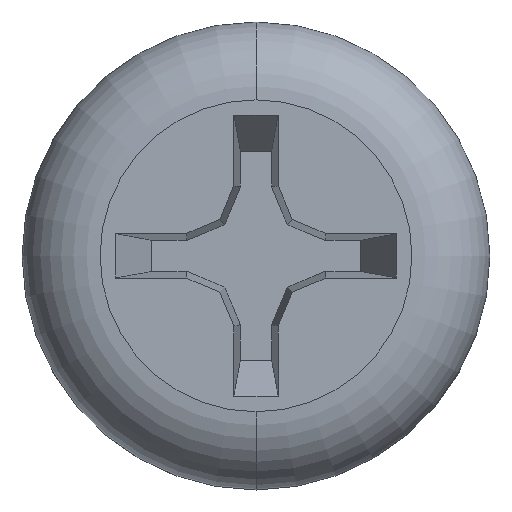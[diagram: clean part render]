
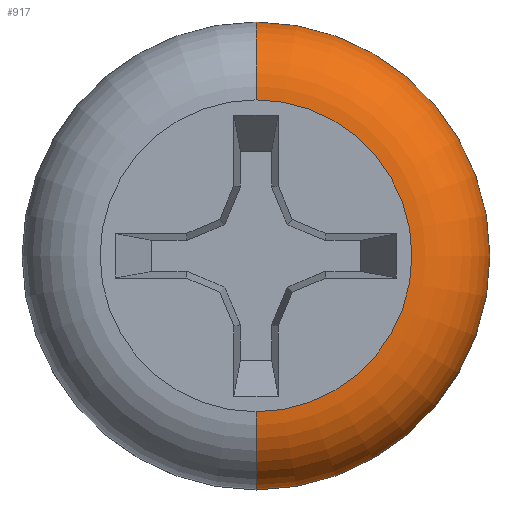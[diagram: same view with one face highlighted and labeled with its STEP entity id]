
A CAD part, top view. The second image highlights one B-rep face of the part: STEP entity #917.
In plain terms, the highlighted toroidal (fillet/blend) face has major radius 2 mm and minor radius 1 mm.
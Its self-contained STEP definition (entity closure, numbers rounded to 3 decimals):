
#241 = DIRECTION ( 'NONE',  ( 1., 0., 0. ) ) ;
#499 = AXIS2_PLACEMENT_3D ( 'NONE', #4926, #6772, #664 ) ;
#563 = EDGE_CURVE ( 'NONE', #4621, #2224, #5354, .T. ) ;
#664 = DIRECTION ( 'NONE',  ( 0., 0., 1. ) ) ;
#701 = CIRCLE ( 'NONE', #1854, 3. ) ;
#703 = ORIENTED_EDGE ( 'NONE', *, *, #3778, .F. ) ;
#711 = TOROIDAL_SURFACE ( 'NONE', #6533, 2., 1. ) ;
#802 = CIRCLE ( 'NONE', #499, 1. ) ;
#900 = CARTESIAN_POINT ( 'NONE',  ( 0., -2., 1.4 ) ) ;
#917 = ADVANCED_FACE ( 'NONE', ( #3720 ), #711, .T. ) ;
#996 = DIRECTION ( 'NONE',  ( 0., 0., -1. ) ) ;
#1127 = VERTEX_POINT ( 'NONE', #4360 ) ;
#1341 = CARTESIAN_POINT ( 'NONE',  ( 0., 2., 2.4 ) ) ;
#1438 = CARTESIAN_POINT ( 'NONE',  ( 0., 0., 1.4 ) ) ;
#1579 = CARTESIAN_POINT ( 'NONE',  ( 0., -2., 2.4 ) ) ;
#1854 = AXIS2_PLACEMENT_3D ( 'NONE', #2779, #2145, #3420 ) ;
#2095 = CARTESIAN_POINT ( 'NONE',  ( 0., 0., 2.4 ) ) ;
#2145 = DIRECTION ( 'NONE',  ( 0., 0., -1. ) ) ;
#2157 = CIRCLE ( 'NONE', #3416, 1. ) ;
#2224 = VERTEX_POINT ( 'NONE', #1579 ) ;
#2240 = EDGE_CURVE ( 'NONE', #7914, #4501, #701, .T. ) ;
#2688 = DIRECTION ( 'NONE',  ( 0., 0., -1. ) ) ;
#2775 = ORIENTED_EDGE ( 'NONE', *, *, #563, .T. ) ;
#2779 = CARTESIAN_POINT ( 'NONE',  ( 0., 0., 1.4 ) ) ;
#2887 = ORIENTED_EDGE ( 'NONE', *, *, #6016, .F. ) ;
#3254 = AXIS2_PLACEMENT_3D ( 'NONE', #2095, #5196, #7526 ) ;
#3383 = CARTESIAN_POINT ( 'NONE',  ( 0., 0., 1.4 ) ) ;
#3416 = AXIS2_PLACEMENT_3D ( 'NONE', #900, #241, #5191 ) ;
#3420 = DIRECTION ( 'NONE',  ( 0., 1., 0. ) ) ;
#3515 = ORIENTED_EDGE ( 'NONE', *, *, #4136, .T. ) ;
#3682 = CIRCLE ( 'NONE', #7660, 3. ) ;
#3720 = FACE_OUTER_BOUND ( 'NONE', #5485, .T. ) ;
#3759 = ORIENTED_EDGE ( 'NONE', *, *, #2240, .F. ) ;
#3778 = EDGE_CURVE ( 'NONE', #4621, #1127, #802, .T. ) ;
#4136 = EDGE_CURVE ( 'NONE', #2224, #4501, #2157, .T. ) ;
#4265 = CARTESIAN_POINT ( 'NONE',  ( 0., -3., 1.4 ) ) ;
#4360 = CARTESIAN_POINT ( 'NONE',  ( 0., 3., 1.4 ) ) ;
#4501 = VERTEX_POINT ( 'NONE', #4265 ) ;
#4621 = VERTEX_POINT ( 'NONE', #1341 ) ;
#4926 = CARTESIAN_POINT ( 'NONE',  ( 0., 2., 1.4 ) ) ;
#5107 = CARTESIAN_POINT ( 'NONE',  ( 3., 0., 1.4 ) ) ;
#5191 = DIRECTION ( 'NONE',  ( 0., 1., 0. ) ) ;
#5196 = DIRECTION ( 'NONE',  ( 0., 0., -1. ) ) ;
#5308 = DIRECTION ( 'NONE',  ( 0., 1., 0. ) ) ;
#5354 = CIRCLE ( 'NONE', #3254, 2. ) ;
#5485 = EDGE_LOOP ( 'NONE', ( #2775, #3515, #3759, #2887, #703 ) ) ;
#6016 = EDGE_CURVE ( 'NONE', #1127, #7914, #3682, .T. ) ;
#6533 = AXIS2_PLACEMENT_3D ( 'NONE', #3383, #996, #5308 ) ;
#6772 = DIRECTION ( 'NONE',  ( -1., 0., 0. ) ) ;
#6975 = DIRECTION ( 'NONE',  ( 0., 1., 0. ) ) ;
#7526 = DIRECTION ( 'NONE',  ( 0., 1., 0. ) ) ;
#7660 = AXIS2_PLACEMENT_3D ( 'NONE', #1438, #2688, #6975 ) ;
#7914 = VERTEX_POINT ( 'NONE', #5107 ) ;
